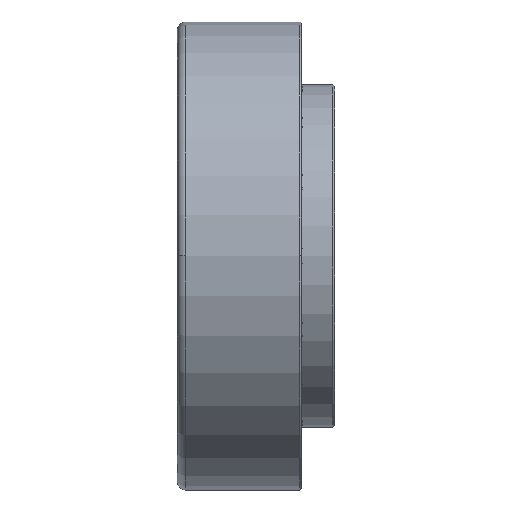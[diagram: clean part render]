
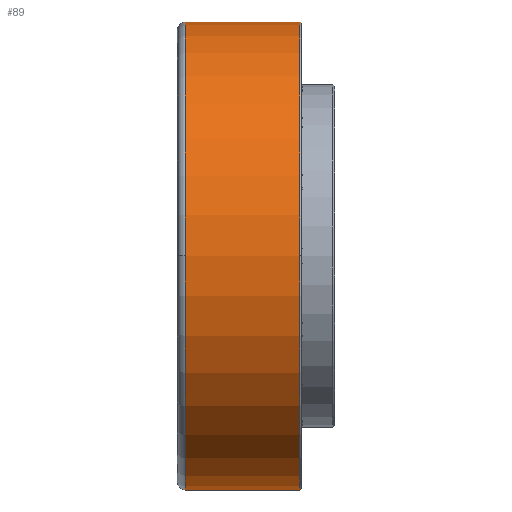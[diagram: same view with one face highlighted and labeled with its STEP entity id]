
A CAD part, top view. The second image highlights one B-rep face of the part: STEP entity #89.
In plain terms, the highlighted cylindrical face has radius 17.5 mm (diameter 35 mm), a partial arc.
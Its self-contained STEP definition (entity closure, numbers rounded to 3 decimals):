
#89=ADVANCED_FACE('',(#243),#244,.T.);
#243=FACE_OUTER_BOUND('',#523,.T.);
#244=CYLINDRICAL_SURFACE('',#524,17.5);
#523=EDGE_LOOP('',(#953,#954,#955,#956,#957,#958));
#524=AXIS2_PLACEMENT_3D('',#959,#960,#961);
#953=ORIENTED_EDGE('',*,*,#1716,.F.);
#954=ORIENTED_EDGE('',*,*,#1717,.T.);
#955=ORIENTED_EDGE('',*,*,#1718,.T.);
#956=ORIENTED_EDGE('',*,*,#1719,.F.);
#957=ORIENTED_EDGE('',*,*,#1720,.F.);
#958=ORIENTED_EDGE('',*,*,#1712,.F.);
#959=CARTESIAN_POINT('',(4.865,0.0,0.0));
#960=DIRECTION('',(1.0,0.0,0.0));
#961=DIRECTION('',(0.0,1.0,0.0));
#1712=EDGE_CURVE('',#2017,#2019,#2020,.T.);
#1716=EDGE_CURVE('',#2026,#2017,#2027,.T.);
#1717=EDGE_CURVE('',#2026,#2028,#2029,.T.);
#1718=EDGE_CURVE('',#2028,#2030,#2031,.T.);
#1719=EDGE_CURVE('',#2032,#2030,#2033,.T.);
#1720=EDGE_CURVE('',#2019,#2032,#2034,.T.);
#2017=VERTEX_POINT('',#2469);
#2019=VERTEX_POINT('',#2471);
#2020=CIRCLE('',#2472,17.5);
#2026=VERTEX_POINT('',#2478);
#2027=LINE('',#2479,#2480);
#2028=VERTEX_POINT('',#2481);
#2029=CIRCLE('',#2482,17.5);
#2030=VERTEX_POINT('',#2483);
#2031=CIRCLE('',#2484,17.5);
#2032=VERTEX_POINT('',#2485);
#2033=LINE('',#2486,#2487);
#2034=CIRCLE('',#2488,17.5);
#2469=CARTESIAN_POINT('',(9.13,17.5,0.0));
#2471=CARTESIAN_POINT('',(9.13,0.,17.5));
#2472=AXIS2_PLACEMENT_3D('',#4053,#4054,#4055);
#2478=CARTESIAN_POINT('',(0.6,17.5,0.0));
#2479=CARTESIAN_POINT('',(4.865,17.5,0.));
#2480=VECTOR('',#4065,1.0);
#2481=CARTESIAN_POINT('',(0.6,0.,17.5));
#2482=AXIS2_PLACEMENT_3D('',#4066,#4067,#4068);
#2483=CARTESIAN_POINT('',(0.6,-17.5,0.));
#2484=AXIS2_PLACEMENT_3D('',#4069,#4070,#4071);
#2485=CARTESIAN_POINT('',(9.13,-17.5,0.));
#2486=CARTESIAN_POINT('',(4.865,-17.5,0.));
#2487=VECTOR('',#4072,1.0);
#2488=AXIS2_PLACEMENT_3D('',#4073,#4074,#4075);
#4053=CARTESIAN_POINT('',(9.13,0.0,0.0));
#4054=DIRECTION('',(1.0,0.0,0.0));
#4055=DIRECTION('',(0.0,1.0,0.0));
#4065=DIRECTION('',(1.0,0.0,0.0));
#4066=CARTESIAN_POINT('',(0.6,0.0,0.0));
#4067=DIRECTION('',(1.0,0.0,0.0));
#4068=DIRECTION('',(0.0,1.0,0.0));
#4069=CARTESIAN_POINT('',(0.6,0.0,0.0));
#4070=DIRECTION('',(1.0,0.0,0.0));
#4071=DIRECTION('',(0.0,1.0,0.0));
#4072=DIRECTION('',(-1.0,-0.0,-0.0));
#4073=CARTESIAN_POINT('',(9.13,0.0,0.0));
#4074=DIRECTION('',(1.0,0.0,0.0));
#4075=DIRECTION('',(0.0,1.0,0.0));
